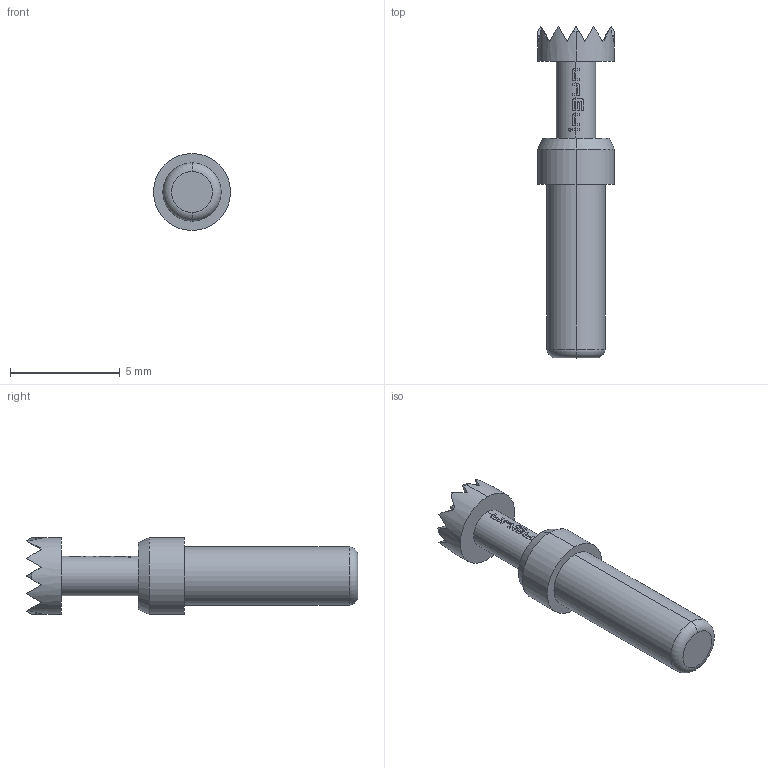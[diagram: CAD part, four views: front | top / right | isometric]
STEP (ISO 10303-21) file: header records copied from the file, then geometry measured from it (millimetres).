
FILE_DESCRIPTION (( 'STEP AP203' ), '1' );
FILE_NAME ('INGUN_GKS-913_306_350_R_xx02_S.STEP', '2021-09-20T08:30:15', ( 'ochi' ), ( '' ), 'SwSTEP 2.0', 'SolidWorks 2018', '' );
FILE_SCHEMA (( 'CONFIG_CONTROL_DESIGN' ));
Length unit declared in the file: millimetre
Products named in the file (1): INGUN_GKS-913_306_350_R_xx02_S
Bounding box: 3.5 x 15.1 x 3.5 mm (x, y, z)
Volume: 82.8 mm3; surface area: 161.5 mm2
Topology: 1 solids, 1 shells, 181 faces, 428 edges, 253 vertices
Faces by surface type: plane 113, bspline 37, cylinder 27, cone 2, torus 2
Entity records: 6096 total; most frequent: CARTESIAN_POINT 2589, ORIENTED_EDGE 856, DIRECTION 470, EDGE_CURVE 428, VERTEX_POINT 253, B_SPLINE_CURVE_WITH_KNOTS 222, EDGE_LOOP 185, FACE_OUTER_BOUND 181
